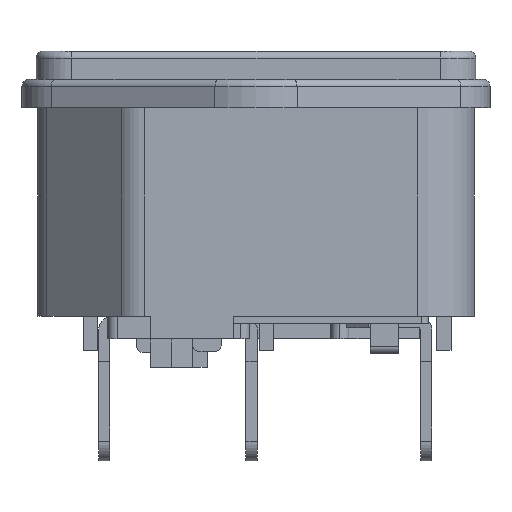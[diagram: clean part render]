
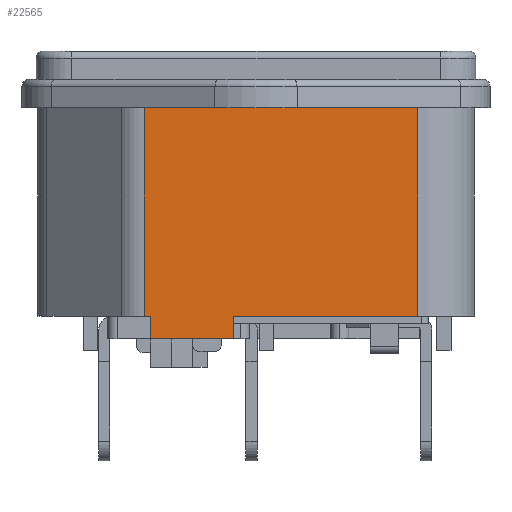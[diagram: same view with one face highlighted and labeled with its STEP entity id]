
A CAD part, left-side view. The second image highlights one B-rep face of the part: STEP entity #22565.
In plain terms, the highlighted planar face has unit normal (-1, 0, 0).
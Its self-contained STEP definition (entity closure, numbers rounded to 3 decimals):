
#11375 = VERTEX_POINT ( 'NONE', #26554 ) ;
#11376 = VERTEX_POINT ( 'NONE', #26555 ) ;
#11504 = AXIS2_PLACEMENT_3D ( 'NONE', #30146, #30156, #30157 ) ;
#13942 = CARTESIAN_POINT ( 'NONE',  ( -84.177, 37.896, -7.6 ) ) ;
#13943 = CARTESIAN_POINT ( 'NONE',  ( -84.177, 50.893, -7.6 ) ) ;
#15474 = CARTESIAN_POINT ( 'NONE',  ( -84.177, 56.746, -7.6 ) ) ;
#15475 = CARTESIAN_POINT ( 'NONE',  ( -84.177, 57.182, -7.6 ) ) ;
#15509 = CARTESIAN_POINT ( 'NONE',  ( -84.177, 56.746, -9.2 ) ) ;
#15515 = CARTESIAN_POINT ( 'NONE',  ( -84.177, 50.893, -9.2 ) ) ;
#17197 = EDGE_LOOP ( 'NONE', ( #30860, #30861, #30862, #30863, #30864, #30865, #30866, #30867 ) ) ;
#21826 = FACE_OUTER_BOUND ( 'NONE', #17197, .T. ) ;
#22565 = ADVANCED_FACE ( 'NONE', ( #21826 ), #30147, .F. ) ;
#26554 = CARTESIAN_POINT ( 'NONE',  ( -84.177, 57.182, 7.1 ) ) ;
#26555 = CARTESIAN_POINT ( 'NONE',  ( -84.177, 37.896, 7.1 ) ) ;
#27461 = EDGE_CURVE ( 'NONE', #11376, #11375, #35167, .T. ) ;
#27464 = EDGE_CURVE ( 'NONE', #33191, #11376, #35171, .T. ) ;
#27558 = EDGE_CURVE ( 'NONE', #33266, #33192, #35245, .T. ) ;
#27560 = EDGE_CURVE ( 'NONE', #33226, #11375, #35247, .T. ) ;
#27662 = EDGE_CURVE ( 'NONE', #33260, #33225, #35339, .T. ) ;
#27702 = EDGE_CURVE ( 'NONE', #33266, #33260, #35400, .T. ) ;
#27744 = EDGE_CURVE ( 'NONE', #33225, #33226, #35472, .T. ) ;
#27880 = EDGE_CURVE ( 'NONE', #33191, #33192, #35807, .T. ) ;
#30146 = CARTESIAN_POINT ( 'NONE',  ( -84.177, 57.182, -7.6 ) ) ;
#30147 = PLANE ( 'NONE',  #11504 ) ;
#30156 = DIRECTION ( 'NONE',  ( 1., 0., 0. ) ) ;
#30157 = DIRECTION ( 'NONE',  ( 0., 0., -1. ) ) ;
#30860 = ORIENTED_EDGE ( 'NONE', *, *, #27880, .F. ) ;
#30861 = ORIENTED_EDGE ( 'NONE', *, *, #27464, .T. ) ;
#30862 = ORIENTED_EDGE ( 'NONE', *, *, #27461, .T. ) ;
#30863 = ORIENTED_EDGE ( 'NONE', *, *, #27560, .F. ) ;
#30864 = ORIENTED_EDGE ( 'NONE', *, *, #27744, .F. ) ;
#30865 = ORIENTED_EDGE ( 'NONE', *, *, #27662, .F. ) ;
#30866 = ORIENTED_EDGE ( 'NONE', *, *, #27702, .F. ) ;
#30867 = ORIENTED_EDGE ( 'NONE', *, *, #27558, .T. ) ;
#33191 = VERTEX_POINT ( 'NONE', #13942 ) ;
#33192 = VERTEX_POINT ( 'NONE', #13943 ) ;
#33225 = VERTEX_POINT ( 'NONE', #15474 ) ;
#33226 = VERTEX_POINT ( 'NONE', #15475 ) ;
#33260 = VERTEX_POINT ( 'NONE', #15509 ) ;
#33266 = VERTEX_POINT ( 'NONE', #15515 ) ;
#35163 = VECTOR ( 'NONE', #36413, 1000. ) ;
#35165 = VECTOR ( 'NONE', #36408, 1000. ) ;
#35167 = LINE ( 'NONE', #36401, #35165 ) ;
#35171 = LINE ( 'NONE', #36407, #35163 ) ;
#35245 = LINE ( 'NONE', #36513, #35246 ) ;
#35246 = VECTOR ( 'NONE', #36514, 1000. ) ;
#35247 = LINE ( 'NONE', #36515, #35248 ) ;
#35248 = VECTOR ( 'NONE', #36516, 1000. ) ;
#35339 = LINE ( 'NONE', #36607, #35340 ) ;
#35340 = VECTOR ( 'NONE', #36608, 1000. ) ;
#35400 = LINE ( 'NONE', #36681, #35402 ) ;
#35402 = VECTOR ( 'NONE', #36698, 1000. ) ;
#35472 = LINE ( 'NONE', #36794, #35473 ) ;
#35473 = VECTOR ( 'NONE', #36795, 1000. ) ;
#35807 = LINE ( 'NONE', #37688, #35808 ) ;
#35808 = VECTOR ( 'NONE', #37689, 1000. ) ;
#36401 = CARTESIAN_POINT ( 'NONE',  ( -84.177, 57.182, 7.1 ) ) ;
#36407 = CARTESIAN_POINT ( 'NONE',  ( -84.177, 37.896, -7.6 ) ) ;
#36408 = DIRECTION ( 'NONE',  ( 0., 1., 0. ) ) ;
#36413 = DIRECTION ( 'NONE',  ( 0., 0., 1. ) ) ;
#36513 = CARTESIAN_POINT ( 'NONE',  ( -84.177, 50.893, -9.2 ) ) ;
#36514 = DIRECTION ( 'NONE',  ( 0., 0., 1. ) ) ;
#36515 = CARTESIAN_POINT ( 'NONE',  ( -84.177, 57.182, -7.6 ) ) ;
#36516 = DIRECTION ( 'NONE',  ( 0., 0., 1. ) ) ;
#36607 = CARTESIAN_POINT ( 'NONE',  ( -84.177, 56.746, -9.2 ) ) ;
#36608 = DIRECTION ( 'NONE',  ( 0., 0., 1. ) ) ;
#36681 = CARTESIAN_POINT ( 'NONE',  ( -84.177, 50.893, -9.2 ) ) ;
#36698 = DIRECTION ( 'NONE',  ( 0., 1., 0. ) ) ;
#36794 = CARTESIAN_POINT ( 'NONE',  ( -84.177, 57.182, -7.6 ) ) ;
#36795 = DIRECTION ( 'NONE',  ( 0., 1., 0. ) ) ;
#37688 = CARTESIAN_POINT ( 'NONE',  ( -84.177, 57.182, -7.6 ) ) ;
#37689 = DIRECTION ( 'NONE',  ( 0., 1., 0. ) ) ;
